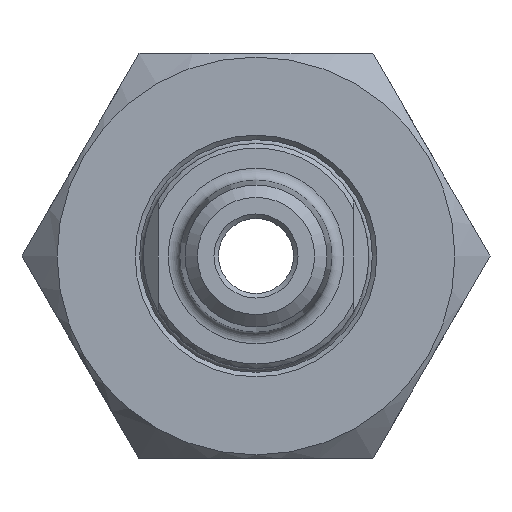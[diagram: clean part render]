
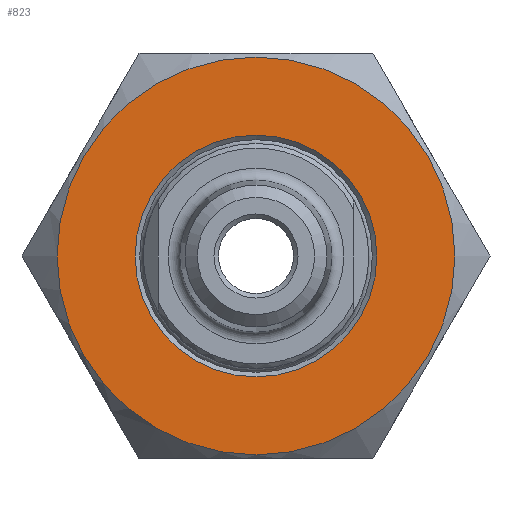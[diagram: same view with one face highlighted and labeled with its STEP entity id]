
A CAD part, left-side view. The second image highlights one B-rep face of the part: STEP entity #823.
In plain terms, the highlighted planar face has unit normal (-1, 0, 0).
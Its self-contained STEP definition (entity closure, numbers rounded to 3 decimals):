
#47=FACE_BOUND('',#145,.T.);
#65=PLANE('',#959);
#91=FACE_OUTER_BOUND('',#144,.T.);
#144=EDGE_LOOP('',(#604));
#145=EDGE_LOOP('',(#605));
#290=CIRCLE('',#940,13.25);
#297=CIRCLE('',#954,8.05);
#366=VERTEX_POINT('',#1404);
#372=VERTEX_POINT('',#1430);
#447=EDGE_CURVE('',#366,#366,#290,.T.);
#459=EDGE_CURVE('',#372,#372,#297,.T.);
#604=ORIENTED_EDGE('',*,*,#447,.T.);
#605=ORIENTED_EDGE('',*,*,#459,.F.);
#823=ADVANCED_FACE('',(#91,#47),#65,.T.);
#940=AXIS2_PLACEMENT_3D('',#1406,#1072,#1073);
#954=AXIS2_PLACEMENT_3D('',#1431,#1105,#1106);
#959=AXIS2_PLACEMENT_3D('',#1441,#1117,#1118);
#1072=DIRECTION('center_axis',(-1.,0.,0.));
#1073=DIRECTION('ref_axis',(0.,1.,0.));
#1105=DIRECTION('center_axis',(-1.,0.,0.));
#1106=DIRECTION('ref_axis',(0.,0.,-1.));
#1117=DIRECTION('center_axis',(-1.,0.,0.));
#1118=DIRECTION('ref_axis',(0.,0.,1.));
#1404=CARTESIAN_POINT('',(-13.5,-13.25,0.));
#1406=CARTESIAN_POINT('Origin',(-13.5,0.,0.));
#1430=CARTESIAN_POINT('',(-13.5,0.,8.05));
#1431=CARTESIAN_POINT('Origin',(-13.5,0.,0.));
#1441=CARTESIAN_POINT('Origin',(-13.5,0.,0.));
